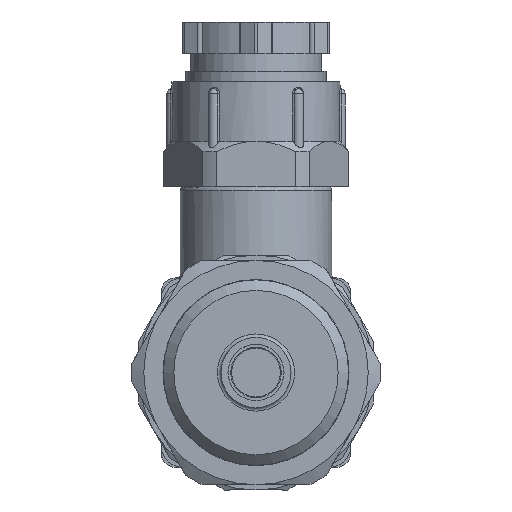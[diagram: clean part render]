
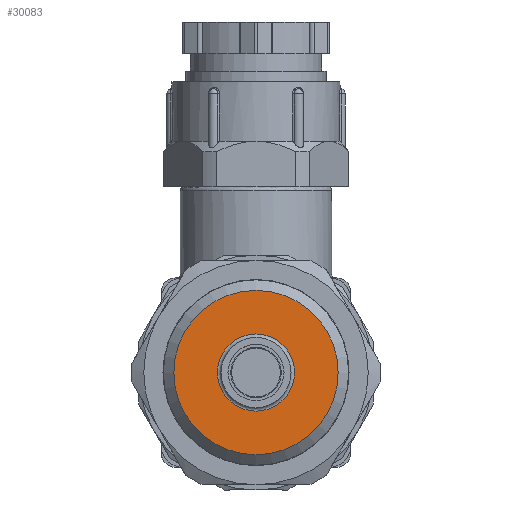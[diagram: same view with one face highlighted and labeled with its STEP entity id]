
A CAD part, front view. The second image highlights one B-rep face of the part: STEP entity #30083.
In plain terms, the highlighted planar face has unit normal (0, -1, 0).
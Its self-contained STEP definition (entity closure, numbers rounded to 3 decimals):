
#28180=CARTESIAN_POINT('',(5.5,1.,0.0));
#28181=VERTEX_POINT('',#28180);
#28182=CARTESIAN_POINT('',(0.0,1.,0.0));
#28183=DIRECTION('',(0.0,1.0,0.0));
#28184=DIRECTION('',(-1.0,0.0,0.0));
#28185=AXIS2_PLACEMENT_3D('',#28182,#28183,#28184);
#28186=CIRCLE('',#28185,5.5);
#28187=EDGE_CURVE('',#28181,#28181,#28186,.T.);
#30064=CARTESIAN_POINT('',(-9.36,1.,0.0));
#30065=DIRECTION('',(0.0,-1.0,0.0));
#30066=DIRECTION('',(0.0,0.0,-1.0));
#30067=AXIS2_PLACEMENT_3D('',#30064,#30065,#30066);
#30068=PLANE('',#30067);
#30069=CARTESIAN_POINT('',(11.721,1.,0.0));
#30070=VERTEX_POINT('',#30069);
#30071=CARTESIAN_POINT('',(0.0,1.,0.0));
#30072=DIRECTION('',(0.0,1.0,0.0));
#30073=DIRECTION('',(1.0,0.0,0.0));
#30074=AXIS2_PLACEMENT_3D('',#30071,#30072,#30073);
#30075=CIRCLE('',#30074,11.721);
#30076=EDGE_CURVE('',#30070,#30070,#30075,.T.);
#30077=ORIENTED_EDGE('',*,*,#30076,.F.);
#30078=EDGE_LOOP('',(#30077));
#30079=FACE_OUTER_BOUND('',#30078,.T.);
#30080=ORIENTED_EDGE('',*,*,#28187,.T.);
#30081=EDGE_LOOP('',(#30080));
#30082=FACE_BOUND('',#30081,.T.);
#30083=ADVANCED_FACE('',(#30079,#30082),#30068,.T.);
